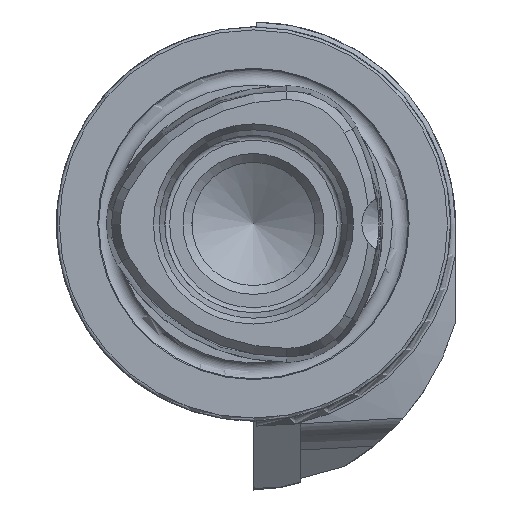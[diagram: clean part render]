
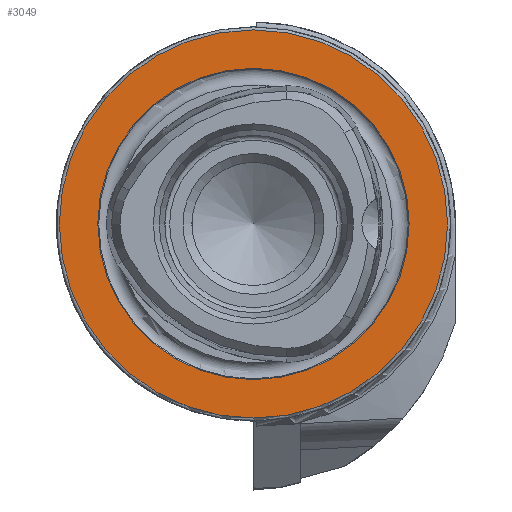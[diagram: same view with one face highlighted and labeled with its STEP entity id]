
A CAD part, left-side view. The second image highlights one B-rep face of the part: STEP entity #3049.
In plain terms, the highlighted planar face has unit normal (-1, 0, 0).
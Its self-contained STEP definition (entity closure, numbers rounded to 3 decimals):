
#645 = CARTESIAN_POINT ( 'NONE',  ( 0., 0., 0. ) ) ;
#935 = PLANE ( 'NONE',  #964 ) ;
#964 = AXIS2_PLACEMENT_3D ( 'NONE', #7230, #4894, #2657 ) ;
#1597 = ORIENTED_EDGE ( 'NONE', *, *, #4826, .F. ) ;
#1983 = ORIENTED_EDGE ( 'NONE', *, *, #6075, .T. ) ;
#2216 = VERTEX_POINT ( 'NONE', #5368 ) ;
#2229 = AXIS2_PLACEMENT_3D ( 'NONE', #3646, #4806, #3670 ) ;
#2400 = DIRECTION ( 'NONE',  ( -1., 0., 0. ) ) ;
#2518 = CARTESIAN_POINT ( 'NONE',  ( 0., 0., 15.8 ) ) ;
#2587 = EDGE_LOOP ( 'NONE', ( #1597 ) ) ;
#2657 = DIRECTION ( 'NONE',  ( 0., 0., -1. ) ) ;
#3049 = ADVANCED_FACE ( 'NONE', ( #3684, #7232 ), #935, .F. ) ;
#3509 = DIRECTION ( 'NONE',  ( 0., 0., 1. ) ) ;
#3646 = CARTESIAN_POINT ( 'NONE',  ( 0., 0., 0. ) ) ;
#3670 = DIRECTION ( 'NONE',  ( 0., 0., 1. ) ) ;
#3684 = FACE_BOUND ( 'NONE', #2587, .T. ) ;
#4226 = AXIS2_PLACEMENT_3D ( 'NONE', #645, #2400, #3509 ) ;
#4806 = DIRECTION ( 'NONE',  ( -1., 0., 0. ) ) ;
#4826 = EDGE_CURVE ( 'NONE', #6021, #6021, #5116, .T. ) ;
#4894 = DIRECTION ( 'NONE',  ( 1., 0., 0. ) ) ;
#5116 = CIRCLE ( 'NONE', #4226, 15.8 ) ;
#5368 = CARTESIAN_POINT ( 'NONE',  ( 0., 0., 19.7 ) ) ;
#6021 = VERTEX_POINT ( 'NONE', #2518 ) ;
#6075 = EDGE_CURVE ( 'NONE', #2216, #2216, #6193, .T. ) ;
#6193 = CIRCLE ( 'NONE', #2229, 19.7 ) ;
#6289 = EDGE_LOOP ( 'NONE', ( #1983 ) ) ;
#7230 = CARTESIAN_POINT ( 'NONE',  ( 0., 15.8, 0. ) ) ;
#7232 = FACE_OUTER_BOUND ( 'NONE', #6289, .T. ) ;
